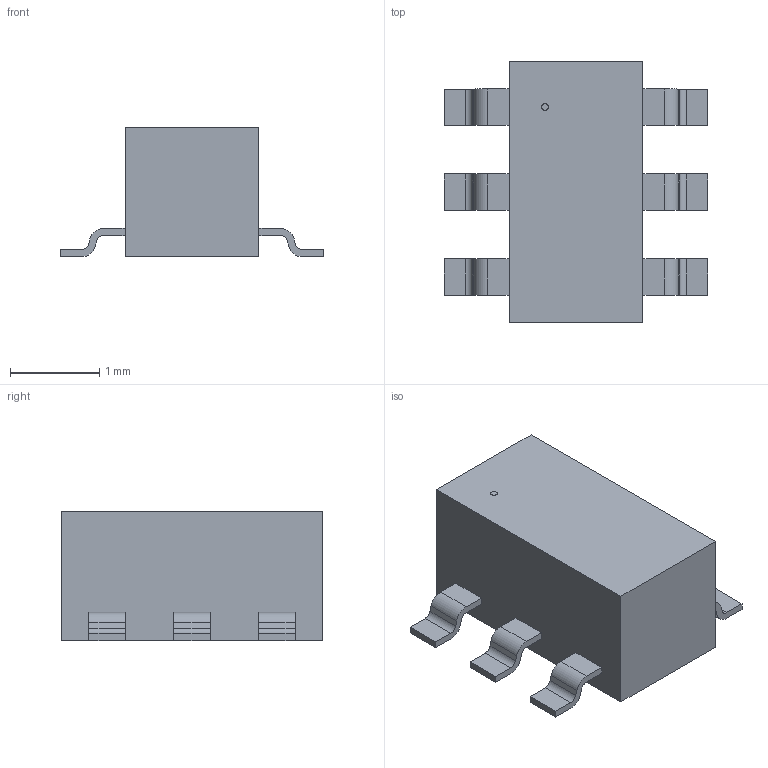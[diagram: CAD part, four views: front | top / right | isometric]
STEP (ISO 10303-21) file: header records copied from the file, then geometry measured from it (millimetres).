
FILE_DESCRIPTION(('STEP AP214'),'1');
FILE_NAME('SOT-23-6_DIO','2024-11-03T09:47:58',(''),(''),'','','');
FILE_SCHEMA(('AUTOMOTIVE_DESIGN'));
Length unit declared in the file: millimetre
Products named in the file (1): product
Bounding box: 2.95 x 2.92 x 1.45 mm (x, y, z)
Volume: 6.5 mm3; surface area: 26.9 mm2
Topology: 8 solids, 8 shells, 93 faces, 231 edges, 154 vertices
Faces by surface type: plane 68, cylinder 25
Full cylindrical faces by diameter (mm): 0.075 x1
Entity records: 2797 total; most frequent: DIRECTION 470, ORIENTED_EDGE 460, CARTESIAN_POINT 275, EDGE_CURVE 230, LINE 180, VECTOR 180, VERTEX_POINT 154, AXIS2_PLACEMENT_3D 145
